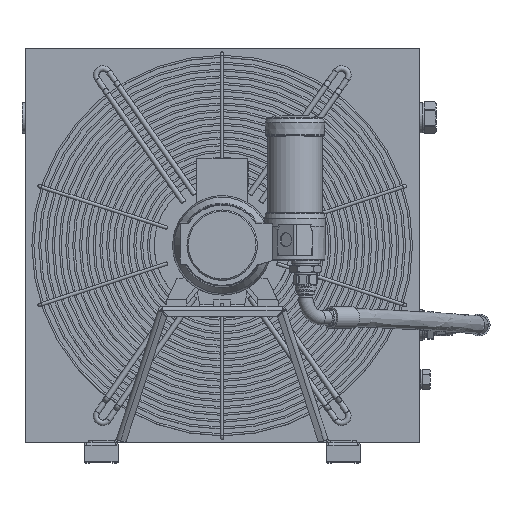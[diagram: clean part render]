
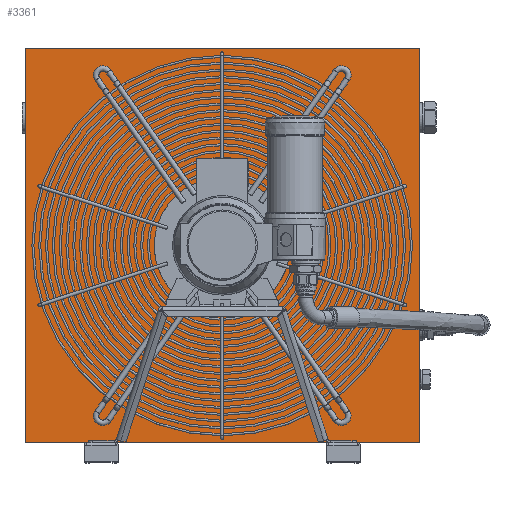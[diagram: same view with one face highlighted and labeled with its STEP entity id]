
A CAD part, top view. The second image highlights one B-rep face of the part: STEP entity #3361.
In plain terms, the highlighted planar face has unit normal (0, 0, 1).
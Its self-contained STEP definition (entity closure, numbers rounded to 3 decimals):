
#3361 = ADVANCED_FACE( '', ( #6416 ), #6417, .T. );
#6416 = FACE_OUTER_BOUND( '', #10399, .T. );
#6417 = PLANE( '', #10400 );
#10399 = EDGE_LOOP( '', ( #16676, #16677, #16678, #16679 ) );
#10400 = AXIS2_PLACEMENT_3D( '', #16680, #16681, #16682 );
#16676 = ORIENTED_EDGE( '', *, *, #19490, .T. );
#16677 = ORIENTED_EDGE( '', *, *, #19804, .T. );
#16678 = ORIENTED_EDGE( '', *, *, #19659, .T. );
#16679 = ORIENTED_EDGE( '', *, *, #17503, .T. );
#16680 = CARTESIAN_POINT( '', ( 0., 0., 82.5 ) );
#16681 = DIRECTION( '', ( 0., 0., 1. ) );
#16682 = DIRECTION( '', ( 1., 0., 0. ) );
#17503 = EDGE_CURVE( '', #20019, #20024, #20026, .T. );
#19490 = EDGE_CURVE( '', #20024, #23089, #23091, .T. );
#19659 = EDGE_CURVE( '', #23297, #20019, #23299, .T. );
#19804 = EDGE_CURVE( '', #23089, #23297, #23467, .T. );
#20019 = VERTEX_POINT( '', #23696 );
#20024 = VERTEX_POINT( '', #23703 );
#20026 = LINE( '', #23706, #23707 );
#23089 = VERTEX_POINT( '', #28528 );
#23091 = LINE( '', #28531, #28532 );
#23297 = VERTEX_POINT( '', #28842 );
#23299 = LINE( '', #28845, #28846 );
#23467 = LINE( '', #29056, #29057 );
#23696 = CARTESIAN_POINT( '', ( -290., -290., 82.5 ) );
#23703 = CARTESIAN_POINT( '', ( 290., -290., 82.5 ) );
#23706 = CARTESIAN_POINT( '', ( -290., -290., 82.5 ) );
#23707 = VECTOR( '', #29343, 1000. );
#28528 = CARTESIAN_POINT( '', ( 290., 290., 82.5 ) );
#28531 = CARTESIAN_POINT( '', ( 290., -290., 82.5 ) );
#28532 = VECTOR( '', #31771, 1000. );
#28842 = CARTESIAN_POINT( '', ( -290., 290., 82.5 ) );
#28845 = CARTESIAN_POINT( '', ( -290., 290., 82.5 ) );
#28846 = VECTOR( '', #31939, 1000. );
#29056 = CARTESIAN_POINT( '', ( 290., 290., 82.5 ) );
#29057 = VECTOR( '', #32030, 1000. );
#29343 = DIRECTION( '', ( 1., 0., 0. ) );
#31771 = DIRECTION( '', ( 0., 1., 0. ) );
#31939 = DIRECTION( '', ( 0., -1., 0. ) );
#32030 = DIRECTION( '', ( -1., 0., 0. ) );
